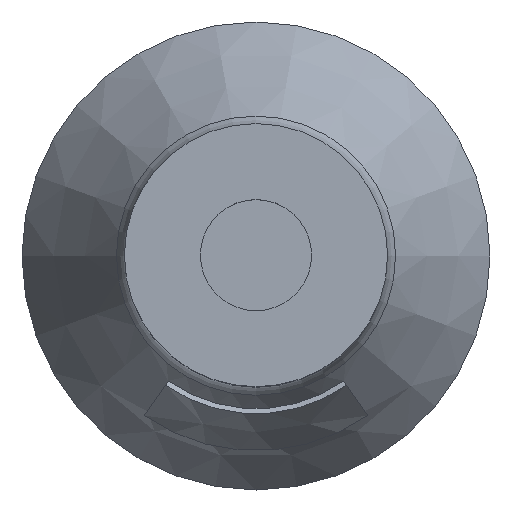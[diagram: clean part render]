
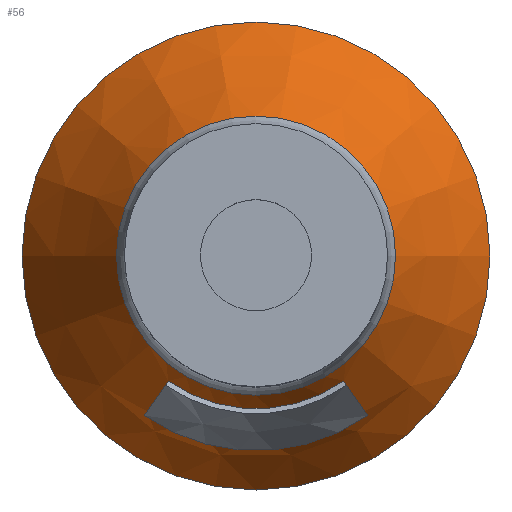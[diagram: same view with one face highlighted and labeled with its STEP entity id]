
A CAD part, top view. The second image highlights one B-rep face of the part: STEP entity #56.
In plain terms, the highlighted conical face has half-angle 30.256 degrees and reference radius 4.5 mm.
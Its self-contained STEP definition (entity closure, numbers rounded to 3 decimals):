
#56 = ADVANCED_FACE( '', ( #114, #115, #116 ), #117, .T. );
#114 = FACE_BOUND( '', #171, .T. );
#115 = FACE_BOUND( '', #172, .T. );
#116 = FACE_OUTER_BOUND( '', #173, .T. );
#117 = CONICAL_SURFACE( '', #174, 4.5, 0.528 );
#171 = EDGE_LOOP( '', ( #252, #253, #254, #255 ) );
#172 = EDGE_LOOP( '', ( #256 ) );
#173 = EDGE_LOOP( '', ( #257 ) );
#174 = AXIS2_PLACEMENT_3D( '', #258, #259, #260 );
#252 = ORIENTED_EDGE( '', *, *, #308, .T. );
#253 = ORIENTED_EDGE( '', *, *, #305, .T. );
#254 = ORIENTED_EDGE( '', *, *, #302, .F. );
#255 = ORIENTED_EDGE( '', *, *, #314, .F. );
#256 = ORIENTED_EDGE( '', *, *, #315, .T. );
#257 = ORIENTED_EDGE( '', *, *, #312, .F. );
#258 = CARTESIAN_POINT( '', ( 0., 0., -10. ) );
#259 = DIRECTION( '', ( 0., 0., -1. ) );
#260 = DIRECTION( '', ( -1., 0., 0. ) );
#302 = EDGE_CURVE( '', #344, #346, #347, .T. );
#305 = EDGE_CURVE( '', #350, #346, #351, .T. );
#308 = EDGE_CURVE( '', #354, #350, #355, .T. );
#312 = EDGE_CURVE( '', #360, #360, #361, .T. );
#314 = EDGE_CURVE( '', #354, #344, #363, .T. );
#315 = EDGE_CURVE( '', #364, #364, #365, .T. );
#344 = VERTEX_POINT( '', #396 );
#346 = VERTEX_POINT( '', #399 );
#347 = CIRCLE( '', #400, 6.488 );
#350 = VERTEX_POINT( '', #404 );
#351 = LINE( '', #405, #406 );
#354 = VERTEX_POINT( '', #410 );
#355 = CIRCLE( '', #411, 5.229 );
#360 = VERTEX_POINT( '', #417 );
#361 = CIRCLE( '', #418, 8. );
#363 = LINE( '', #420, #421 );
#364 = VERTEX_POINT( '', #422 );
#365 = CIRCLE( '', #423, 4.772 );
#396 = CARTESIAN_POINT( '', ( -3.722, -5.315, -13.409 ) );
#399 = CARTESIAN_POINT( '', ( 3.722, -5.315, -13.409 ) );
#400 = AXIS2_PLACEMENT_3D( '', #452, #453, #454 );
#404 = CARTESIAN_POINT( '', ( 2.999, -4.283, -11.249 ) );
#405 = CARTESIAN_POINT( '', ( 0., 0., -2.286 ) );
#406 = VECTOR( '', #456, 1000. );
#410 = CARTESIAN_POINT( '', ( -2.999, -4.283, -11.249 ) );
#411 = AXIS2_PLACEMENT_3D( '', #458, #459, #460 );
#417 = CARTESIAN_POINT( '', ( -8., 0., -16. ) );
#418 = AXIS2_PLACEMENT_3D( '', #465, #466, #467 );
#420 = CARTESIAN_POINT( '', ( 0., 0., -2.286 ) );
#421 = VECTOR( '', #468, 1000. );
#422 = CARTESIAN_POINT( '', ( -4.772, 0., -10.467 ) );
#423 = AXIS2_PLACEMENT_3D( '', #469, #470, #471 );
#452 = CARTESIAN_POINT( '', ( 0., 0., -13.409 ) );
#453 = DIRECTION( '', ( 0., 0., 1. ) );
#454 = DIRECTION( '', ( 1., 0., 0. ) );
#456 = DIRECTION( '', ( 0.289, -0.413, -0.864 ) );
#458 = CARTESIAN_POINT( '', ( 0., 0., -11.249 ) );
#459 = DIRECTION( '', ( 0., 0., 1. ) );
#460 = DIRECTION( '', ( 1., 0., 0. ) );
#465 = CARTESIAN_POINT( '', ( 0., 0., -16. ) );
#466 = DIRECTION( '', ( 0., 0., -1. ) );
#467 = DIRECTION( '', ( -1., 0., 0. ) );
#468 = DIRECTION( '', ( -0.289, -0.413, -0.864 ) );
#469 = CARTESIAN_POINT( '', ( 0., 0., -10.467 ) );
#470 = DIRECTION( '', ( 0., 0., -1. ) );
#471 = DIRECTION( '', ( -1., 0., 0. ) );
